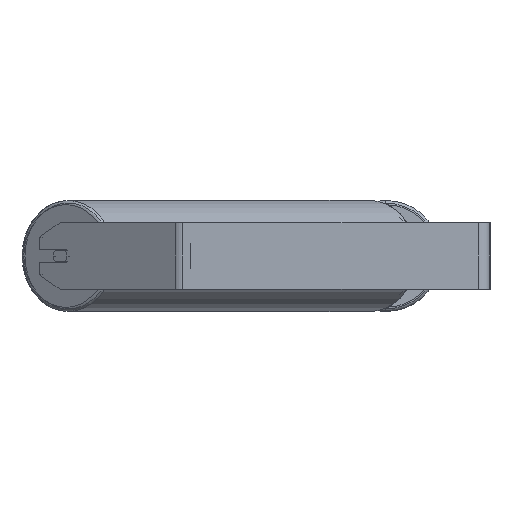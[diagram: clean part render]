
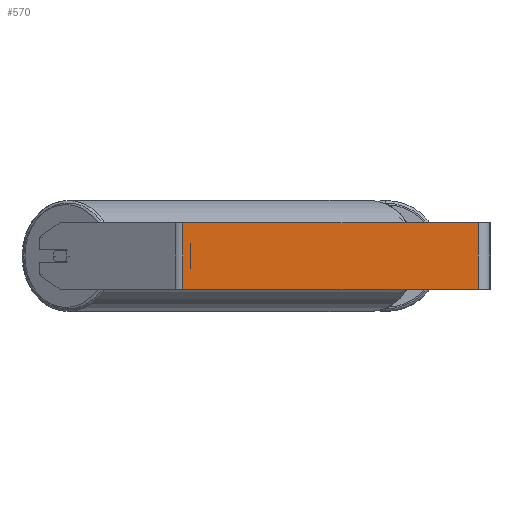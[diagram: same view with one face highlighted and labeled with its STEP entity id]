
A CAD part, left-side view. The second image highlights one B-rep face of the part: STEP entity #570.
In plain terms, the highlighted planar face has unit normal (-1, 0, 0).
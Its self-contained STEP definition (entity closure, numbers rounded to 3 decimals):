
#5 = DIRECTION ( 'NONE',  ( 0., -1., 0. ) ) ;
#106 = VECTOR ( 'NONE', #358, 1000. ) ;
#266 = LINE ( 'NONE', #8369, #3220 ) ;
#358 = DIRECTION ( 'NONE',  ( 0., 0., -1. ) ) ;
#519 = VERTEX_POINT ( 'NONE', #7178 ) ;
#570 = ADVANCED_FACE ( 'NONE', ( #579 ), #4561, .F. ) ;
#579 = FACE_OUTER_BOUND ( 'NONE', #3613, .T. ) ;
#620 = ORIENTED_EDGE ( 'NONE', *, *, #6609, .F. ) ;
#803 = LINE ( 'NONE', #1344, #3263 ) ;
#936 = CARTESIAN_POINT ( 'NONE',  ( -1000., 367.918, 40. ) ) ;
#1300 = DIRECTION ( 'NONE',  ( 0., -1., 0. ) ) ;
#1339 = CARTESIAN_POINT ( 'NONE',  ( -1000., 372.332, -40. ) ) ;
#1344 = CARTESIAN_POINT ( 'NONE',  ( -1000., 372.332, 40. ) ) ;
#2674 = VECTOR ( 'NONE', #5, 1000. ) ;
#3009 = CARTESIAN_POINT ( 'NONE',  ( -1000., 14., 40. ) ) ;
#3012 = LINE ( 'NONE', #936, #106 ) ;
#3145 = ORIENTED_EDGE ( 'NONE', *, *, #6688, .T. ) ;
#3220 = VECTOR ( 'NONE', #5609, 1000. ) ;
#3263 = VECTOR ( 'NONE', #1300, 1000. ) ;
#3613 = EDGE_LOOP ( 'NONE', ( #8182, #620, #4842, #3145 ) ) ;
#4320 = VERTEX_POINT ( 'NONE', #7764 ) ;
#4344 = VERTEX_POINT ( 'NONE', #8467 ) ;
#4561 = PLANE ( 'NONE',  #4832 ) ;
#4732 = DIRECTION ( 'NONE',  ( 0., 0., -1. ) ) ;
#4832 = AXIS2_PLACEMENT_3D ( 'NONE', #6103, #5976, #4732 ) ;
#4842 = ORIENTED_EDGE ( 'NONE', *, *, #4987, .F. ) ;
#4987 = EDGE_CURVE ( 'NONE', #4344, #5501, #803, .T. ) ;
#5501 = VERTEX_POINT ( 'NONE', #3009 ) ;
#5609 = DIRECTION ( 'NONE',  ( 0., 0., -1. ) ) ;
#5976 = DIRECTION ( 'NONE',  ( 1., 0., 0. ) ) ;
#6103 = CARTESIAN_POINT ( 'NONE',  ( -1000., 372.332, 40. ) ) ;
#6609 = EDGE_CURVE ( 'NONE', #5501, #519, #266, .T. ) ;
#6688 = EDGE_CURVE ( 'NONE', #4344, #4320, #3012, .T. ) ;
#7178 = CARTESIAN_POINT ( 'NONE',  ( -1000., 14., -40. ) ) ;
#7572 = LINE ( 'NONE', #1339, #2674 ) ;
#7754 = EDGE_CURVE ( 'NONE', #4320, #519, #7572, .T. ) ;
#7764 = CARTESIAN_POINT ( 'NONE',  ( -1000., 367.918, -40. ) ) ;
#8182 = ORIENTED_EDGE ( 'NONE', *, *, #7754, .T. ) ;
#8369 = CARTESIAN_POINT ( 'NONE',  ( -1000., 14., 40. ) ) ;
#8467 = CARTESIAN_POINT ( 'NONE',  ( -1000., 367.918, 40. ) ) ;
